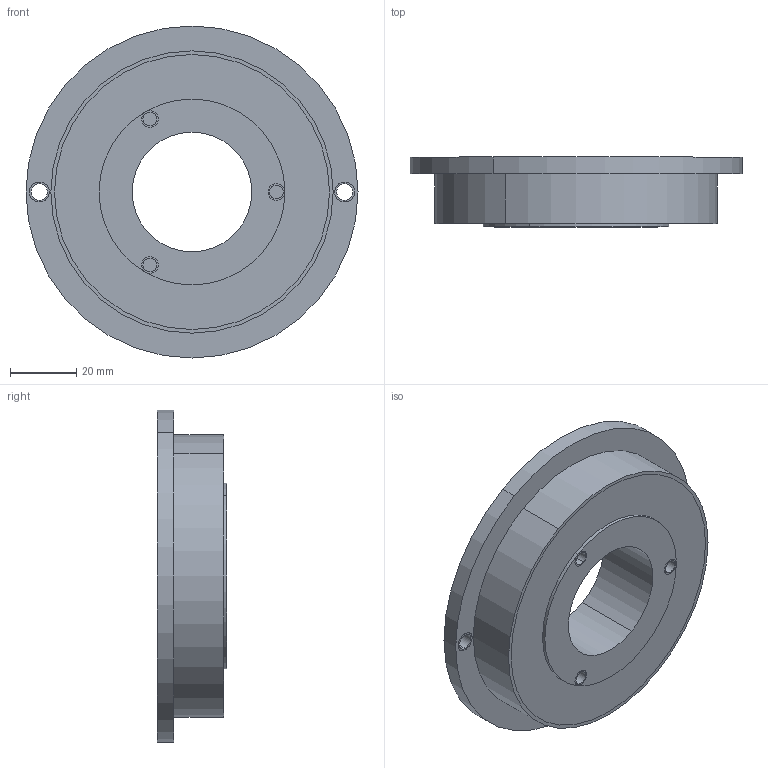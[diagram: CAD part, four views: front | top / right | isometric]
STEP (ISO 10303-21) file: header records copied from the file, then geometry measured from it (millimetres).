
FILE_DESCRIPTION(/* description */ ('VariCAD 2021-1.02 AP-214'),/* implementation_level */ '2;1');
FILE_NAME(/* name */ 'part-40_TopBurrDisk.stp',/* time_stamp */ '2022-06-12T18:41:15+02:00',/* author */ (''),/* organization */ (''),/* preprocessor_version */ 'VariCAD 2021-1.02',/* originating_system */ 'VariCAD 2021-1.02; kernel version (20180118)',/* authorisation */ '');
FILE_SCHEMA(('AUTOMOTIVE_DESIGN'));
Length unit declared in the file: millimetre
Products named in the file (2): part-40_TopBurrDisk; part-40_TopDisk-Inner
Assembly tree (1 placements, depth 2):
  part-40_TopBurrDisk
    part-40_TopDisk-Inner
Bounding box: 100 x 21 x 100 mm (x, y, z)
Volume: 104479.7 mm3; surface area: 22657.3 mm2
Topology: 1 solids, 1 shells, 39 faces, 82 edges, 58 vertices
Faces by surface type: cylinder 24, plane 15
Entity records: 1300 total; most frequent: CARTESIAN_POINT 235, DIRECTION 218, ORIENTED_EDGE 164, AXIS2_PLACEMENT_3D 97, EDGE_CURVE 82, EDGE_LOOP 58, VERTEX_POINT 58, CIRCLE 54
